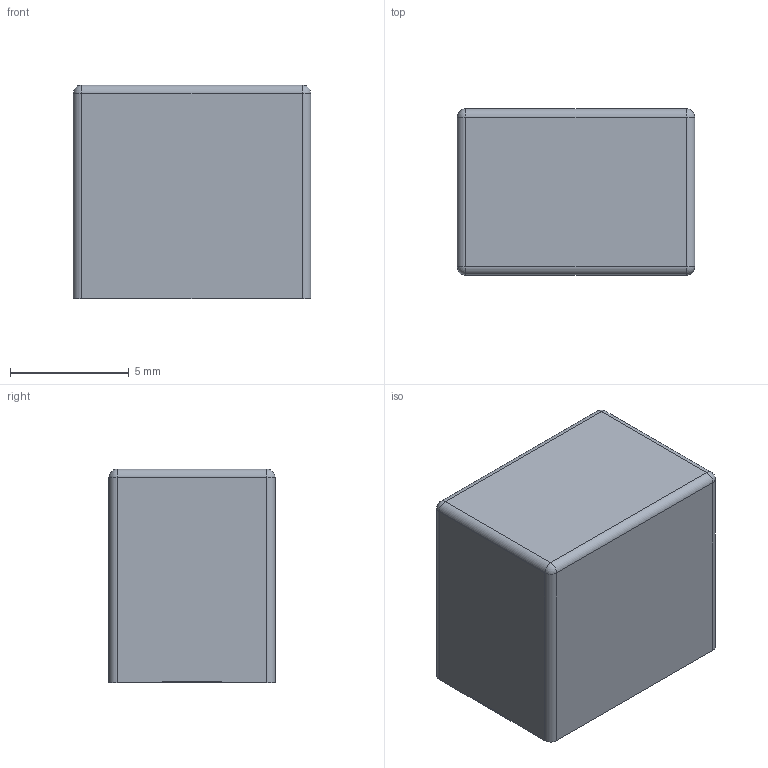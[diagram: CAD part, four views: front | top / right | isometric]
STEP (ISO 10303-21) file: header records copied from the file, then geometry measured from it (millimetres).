
FILE_DESCRIPTION(('Open CASCADE Model'),'2;1');
FILE_NAME('Open CASCADE Shape Model','2024-09-23T22:27:56',('Author'),( 'Open CASCADE'),'Open CASCADE STEP processor 7.7','Open CASCADE 7.7' ,'Unknown');
FILE_SCHEMA(('AUTOMOTIVE_DESIGN { 1 0 10303 214 1 1 1 1 }'));
Length unit declared in the file: millimetre
Products named in the file (1): L_TDK_VLBU1007090
Bounding box: 10 x 7 x 9 mm (x, y, z)
Volume: 628.2 mm3; surface area: 435.3 mm2
Topology: 1 solids, 1 shells, 22 faces, 56 edges, 32 vertices
Faces by surface type: plane 10, cylinder 8, sphere 4
Entity records: 839 total; most frequent: DIRECTION 114, CARTESIAN_POINT 107, ORIENTED_EDGE 104, EDGE_CURVE 52, AXIS2_PLACEMENT_3D 39, LINE 36, VECTOR 36, VERTEX_POINT 32
